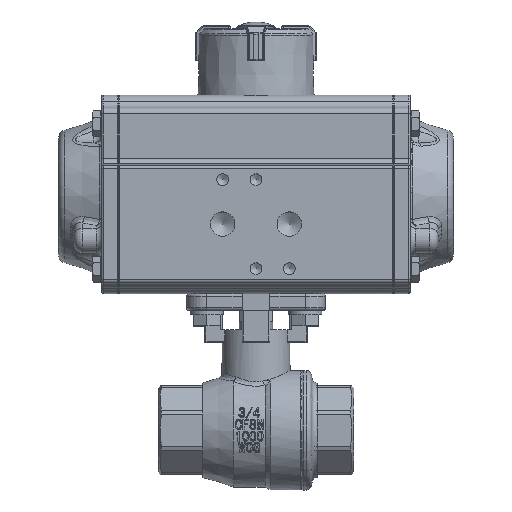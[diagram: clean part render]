
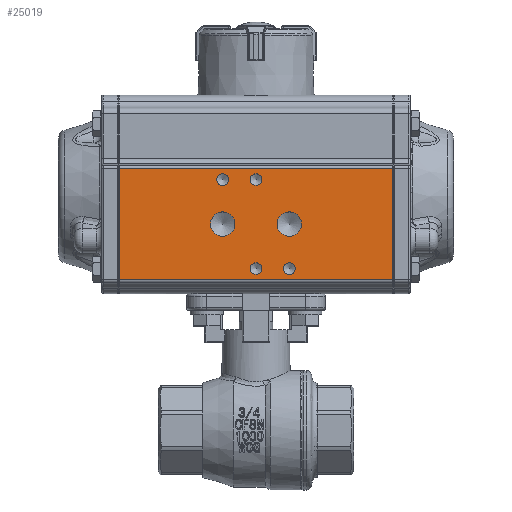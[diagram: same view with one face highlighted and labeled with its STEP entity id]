
A CAD part, top view. The second image highlights one B-rep face of the part: STEP entity #25019.
In plain terms, the highlighted face is planar.
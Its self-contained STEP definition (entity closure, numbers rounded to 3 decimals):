
#495=PLANE('',#26872);
#1631=LINE('',#59404,#3055);
#1632=LINE('',#59408,#3056);
#1633=LINE('',#59410,#3057);
#1634=LINE('',#59412,#3058);
#3055=VECTOR('',#31030,1000.);
#3056=VECTOR('',#31035,1000.);
#3057=VECTOR('',#31036,1000.);
#3058=VECTOR('',#31037,1000.);
#7829=ORIENTED_EDGE('',*,*,#12592,.F.);
#7830=ORIENTED_EDGE('',*,*,#12594,.T.);
#7831=ORIENTED_EDGE('',*,*,#12595,.T.);
#7832=ORIENTED_EDGE('',*,*,#12596,.T.);
#7833=ORIENTED_EDGE('',*,*,#12300,.F.);
#7834=ORIENTED_EDGE('',*,*,#12298,.F.);
#7835=ORIENTED_EDGE('',*,*,#12296,.F.);
#7836=ORIENTED_EDGE('',*,*,#12294,.F.);
#7837=ORIENTED_EDGE('',*,*,#12292,.F.);
#7838=ORIENTED_EDGE('',*,*,#12290,.F.);
#12290=EDGE_CURVE('',#14978,#14978,#16439,.T.);
#12292=EDGE_CURVE('',#14981,#14981,#16441,.T.);
#12294=EDGE_CURVE('',#14984,#14984,#16443,.T.);
#12296=EDGE_CURVE('',#14987,#14987,#16445,.T.);
#12298=EDGE_CURVE('',#14990,#14990,#16447,.T.);
#12300=EDGE_CURVE('',#14993,#14993,#16449,.T.);
#12592=EDGE_CURVE('',#15231,#15232,#1631,.T.);
#12594=EDGE_CURVE('',#15231,#15233,#1632,.T.);
#12595=EDGE_CURVE('',#15233,#15234,#1633,.T.);
#12596=EDGE_CURVE('',#15234,#15232,#1634,.T.);
#14978=VERTEX_POINT('',#58313);
#14981=VERTEX_POINT('',#58320);
#14984=VERTEX_POINT('',#58327);
#14987=VERTEX_POINT('',#58334);
#14990=VERTEX_POINT('',#58341);
#14993=VERTEX_POINT('',#58348);
#15231=VERTEX_POINT('',#59403);
#15232=VERTEX_POINT('',#59405);
#15233=VERTEX_POINT('',#59409);
#15234=VERTEX_POINT('',#59411);
#16439=CIRCLE('',#26622,4.4);
#16441=CIRCLE('',#26626,4.4);
#16443=CIRCLE('',#26630,2.1);
#16445=CIRCLE('',#26634,2.1);
#16447=CIRCLE('',#26638,2.1);
#16449=CIRCLE('',#26642,2.1);
#17911=EDGE_LOOP('',(#7829,#7830,#7831,#7832));
#17912=EDGE_LOOP('',(#7833));
#17913=EDGE_LOOP('',(#7834));
#17914=EDGE_LOOP('',(#7835));
#17915=EDGE_LOOP('',(#7836));
#17916=EDGE_LOOP('',(#7837));
#17917=EDGE_LOOP('',(#7838));
#19508=FACE_BOUND('',#17911,.T.);
#19509=FACE_BOUND('',#17912,.T.);
#19510=FACE_BOUND('',#17913,.T.);
#19511=FACE_BOUND('',#17914,.T.);
#19512=FACE_BOUND('',#17915,.T.);
#19513=FACE_BOUND('',#17916,.T.);
#19514=FACE_BOUND('',#17917,.T.);
#25019=ADVANCED_FACE('',(#19508,#19509,#19510,#19511,#19512,#19513,#19514),
#495,.F.);
#26622=AXIS2_PLACEMENT_3D('',#58312,#30433,#30434);
#26626=AXIS2_PLACEMENT_3D('',#58319,#30441,#30442);
#26630=AXIS2_PLACEMENT_3D('',#58326,#30449,#30450);
#26634=AXIS2_PLACEMENT_3D('',#58333,#30457,#30458);
#26638=AXIS2_PLACEMENT_3D('',#58340,#30465,#30466);
#26642=AXIS2_PLACEMENT_3D('',#58347,#30473,#30474);
#26872=AXIS2_PLACEMENT_3D('',#59407,#31033,#31034);
#30433=DIRECTION('',(-1.,0.,0.));
#30434=DIRECTION('',(0.,0.,1.));
#30441=DIRECTION('',(-1.,0.,0.));
#30442=DIRECTION('',(0.,0.,1.));
#30449=DIRECTION('',(-1.,0.,0.));
#30450=DIRECTION('',(0.,0.,1.));
#30457=DIRECTION('',(-1.,0.,0.));
#30458=DIRECTION('',(0.,0.,1.));
#30465=DIRECTION('',(-1.,0.,0.));
#30466=DIRECTION('',(0.,0.,1.));
#30473=DIRECTION('',(-1.,0.,0.));
#30474=DIRECTION('',(0.,0.,1.));
#31030=DIRECTION('',(0.,0.,-1.));
#31033=DIRECTION('',(1.,0.,0.));
#31034=DIRECTION('',(0.,1.,0.));
#31035=DIRECTION('',(0.,1.,0.));
#31036=DIRECTION('',(0.,0.,-1.));
#31037=DIRECTION('',(0.,-1.,0.));
#58312=CARTESIAN_POINT('',(-42.,-10.,12.));
#58313=CARTESIAN_POINT('',(-42.,-10.,16.4));
#58319=CARTESIAN_POINT('',(-42.,-10.,-12.));
#58320=CARTESIAN_POINT('',(-42.,-10.,-7.6));
#58326=CARTESIAN_POINT('',(-42.,6.,0.));
#58327=CARTESIAN_POINT('',(-42.,6.,2.1));
#58333=CARTESIAN_POINT('',(-42.,-26.,0.));
#58334=CARTESIAN_POINT('',(-42.,-26.,2.1));
#58340=CARTESIAN_POINT('',(-42.,6.,-12.));
#58341=CARTESIAN_POINT('',(-42.,6.,-9.9));
#58347=CARTESIAN_POINT('',(-42.,-26.,12.));
#58348=CARTESIAN_POINT('',(-42.,-26.,14.1));
#59403=CARTESIAN_POINT('',(-42.,-30.05,49.2));
#59404=CARTESIAN_POINT('',(-42.,-30.05,49.5));
#59405=CARTESIAN_POINT('',(-42.,-30.05,-49.2));
#59407=CARTESIAN_POINT('',(-42.,10.062,49.5));
#59408=CARTESIAN_POINT('',(-42.,10.062,49.2));
#59409=CARTESIAN_POINT('',(-42.,10.062,49.2));
#59410=CARTESIAN_POINT('',(-42.,10.062,49.5));
#59411=CARTESIAN_POINT('',(-42.,10.062,-49.2));
#59412=CARTESIAN_POINT('',(-42.,10.062,-49.2));
